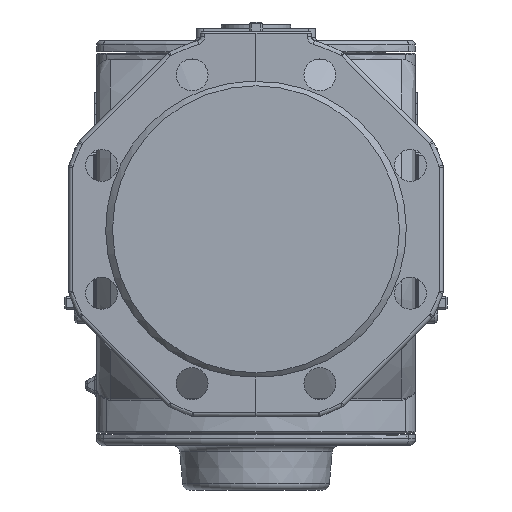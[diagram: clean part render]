
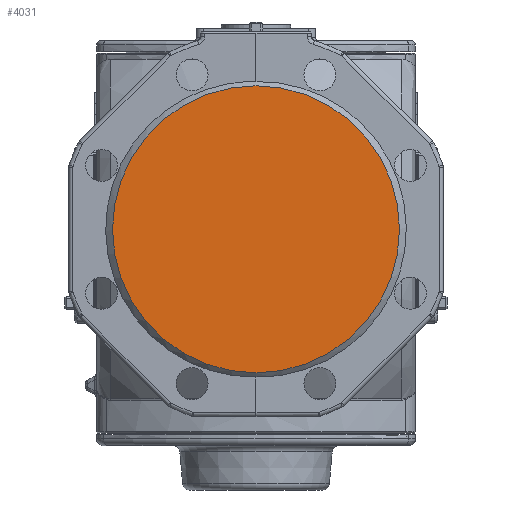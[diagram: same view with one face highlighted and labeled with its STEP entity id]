
A CAD part, left-side view. The second image highlights one B-rep face of the part: STEP entity #4031.
In plain terms, the highlighted planar face has unit normal (-1, 0, 0).
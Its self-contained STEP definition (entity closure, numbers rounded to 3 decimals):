
#2478=FACE_OUTER_BOUND('',#7393,.T.);
#4031=ADVANCED_FACE('',(#2478),#5580,.F.);
#5580=PLANE('',#30825);
#7393=EDGE_LOOP('',(#14067));
#9602=CIRCLE('',#30823,103.5);
#14067=ORIENTED_EDGE('',*,*,#24036,.T.);
#20819=VERTEX_POINT('',#49032);
#24036=EDGE_CURVE('',#20819,#20819,#9602,.T.);
#30823=AXIS2_PLACEMENT_3D('',#49031,#35915,#35916);
#30825=AXIS2_PLACEMENT_3D('',#49034,#35919,#35920);
#35915=DIRECTION('',(-1.,0.,0.));
#35916=DIRECTION('',(0.,0.,1.));
#35919=DIRECTION('',(1.,0.,0.));
#35920=DIRECTION('',(0.,0.,-1.));
#49031=CARTESIAN_POINT('',(-240.,0.,0.));
#49032=CARTESIAN_POINT('',(-240.,0.,103.5));
#49034=CARTESIAN_POINT('',(-240.,0.,0.));
